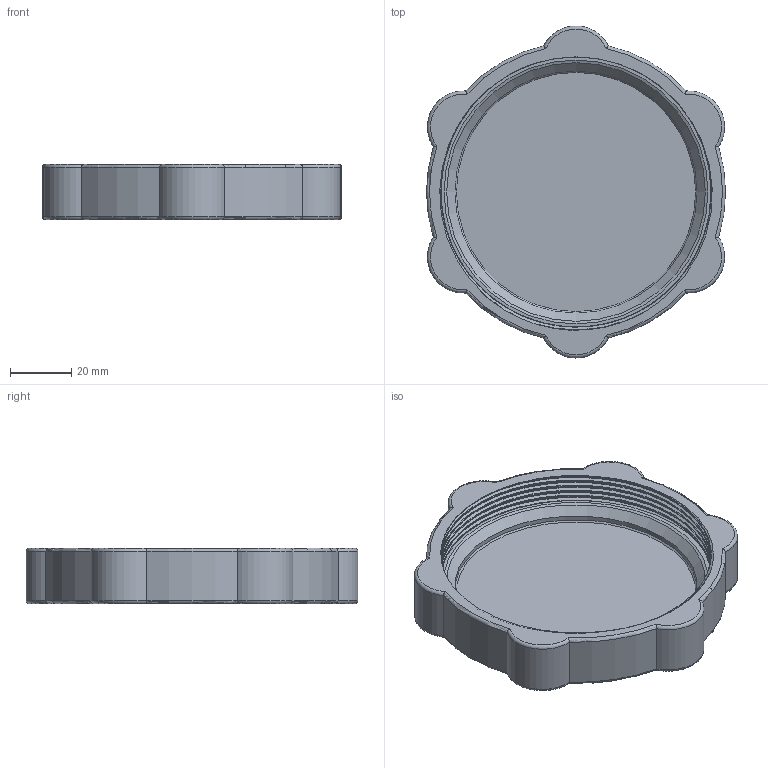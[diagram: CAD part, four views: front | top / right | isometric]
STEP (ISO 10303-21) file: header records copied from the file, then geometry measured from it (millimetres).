
FILE_DESCRIPTION(/* description */ (''),/* implementation_level */ '2;1');
FILE_NAME(/* name */ 'Box_bottom.step',/* time_stamp */ '2026-02-19T10:00:24+01:00',/* author */ (''),/* organization */ (''),/* preprocessor_version */ 'ST-DEVELOPER v20.1',/* originating_system */ 'Autodesk Translation Framework v14.24.0.0',/* authorisation */ '');
FILE_SCHEMA (('AUTOMOTIVE_DESIGN { 1 0 10303 214 3 1 1 }'));
Length unit declared in the file: millimetre
Products named in the file (1): Box_bottom
Bounding box: 97.47 x 108.17 x 18 mm (x, y, z)
Volume: 55310.7 mm3; surface area: 26766.2 mm2
Topology: 1 solids, 1 shells, 55 faces, 126 edges, 75 vertices
Faces by surface type: torus 24, cylinder 19, bspline 5, plane 4, cone 3
Full cylindrical faces by diameter (mm): 79 x1, 88.022 x4
Entity records: 5971 total; most frequent: CARTESIAN_POINT 4771, ORIENTED_EDGE 252, DIRECTION 233, EDGE_CURVE 126, AXIS2_PLACEMENT_3D 106, VERTEX_POINT 75, EDGE_LOOP 57, FACE_OUTER_BOUND 55
